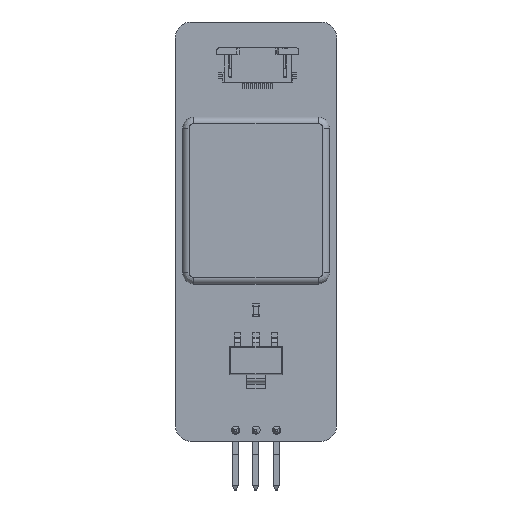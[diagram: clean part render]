
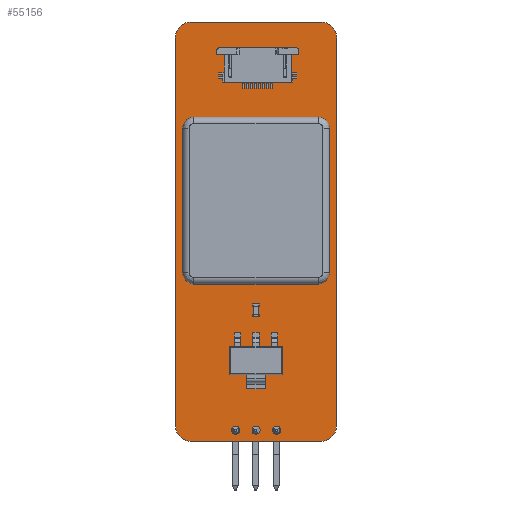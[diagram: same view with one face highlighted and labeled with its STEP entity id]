
A CAD part, top view. The second image highlights one B-rep face of the part: STEP entity #55156.
In plain terms, the highlighted planar face has unit normal (0, 0, 1).
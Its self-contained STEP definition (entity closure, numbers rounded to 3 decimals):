
#54974 = VERTEX_POINT('',#54975);
#54975 = CARTESIAN_POINT('',(158.,-48.,1.6));
#54981 = EDGE_CURVE('',#54974,#54982,#54984,.T.);
#54982 = VERTEX_POINT('',#54983);
#54983 = CARTESIAN_POINT('',(160.,-50.,1.6));
#54984 = CIRCLE('',#54985,2.);
#54985 = AXIS2_PLACEMENT_3D('',#54986,#54987,#54988);
#54986 = CARTESIAN_POINT('',(158.,-50.,1.6));
#54987 = DIRECTION('',(0.,0.,-1.));
#54988 = DIRECTION('',(0.,1.,0.));
#55016 = VERTEX_POINT('',#55017);
#55017 = CARTESIAN_POINT('',(142.,-48.,1.6));
#55023 = EDGE_CURVE('',#55016,#54974,#55024,.T.);
#55024 = LINE('',#55025,#55026);
#55025 = CARTESIAN_POINT('',(142.,-48.,1.6));
#55026 = VECTOR('',#55027,1.);
#55027 = DIRECTION('',(1.,0.,0.));
#55045 = EDGE_CURVE('',#54982,#55046,#55048,.T.);
#55046 = VERTEX_POINT('',#55047);
#55047 = CARTESIAN_POINT('',(160.,-98.,1.6));
#55048 = LINE('',#55049,#55050);
#55049 = CARTESIAN_POINT('',(160.,-50.,1.6));
#55050 = VECTOR('',#55051,1.);
#55051 = DIRECTION('',(0.,-1.,0.));
#55156 = ADVANCED_FACE('',(#55157,#55203,#55214,#55225),#55236,.T.);
#55157 = FACE_BOUND('',#55158,.T.);
#55158 = EDGE_LOOP('',(#55159,#55160,#55161,#55170,#55178,#55187,#55195,
    #55202));
#55159 = ORIENTED_EDGE('',*,*,#54981,.F.);
#55160 = ORIENTED_EDGE('',*,*,#55023,.F.);
#55161 = ORIENTED_EDGE('',*,*,#55162,.F.);
#55162 = EDGE_CURVE('',#55163,#55016,#55165,.T.);
#55163 = VERTEX_POINT('',#55164);
#55164 = CARTESIAN_POINT('',(140.,-50.,1.6));
#55165 = CIRCLE('',#55166,2.);
#55166 = AXIS2_PLACEMENT_3D('',#55167,#55168,#55169);
#55167 = CARTESIAN_POINT('',(142.,-50.,1.6));
#55168 = DIRECTION('',(0.,0.,-1.));
#55169 = DIRECTION('',(-1.,0.,-0.));
#55170 = ORIENTED_EDGE('',*,*,#55171,.F.);
#55171 = EDGE_CURVE('',#55172,#55163,#55174,.T.);
#55172 = VERTEX_POINT('',#55173);
#55173 = CARTESIAN_POINT('',(140.,-98.,1.6));
#55174 = LINE('',#55175,#55176);
#55175 = CARTESIAN_POINT('',(140.,-98.,1.6));
#55176 = VECTOR('',#55177,1.);
#55177 = DIRECTION('',(0.,1.,0.));
#55178 = ORIENTED_EDGE('',*,*,#55179,.F.);
#55179 = EDGE_CURVE('',#55180,#55172,#55182,.T.);
#55180 = VERTEX_POINT('',#55181);
#55181 = CARTESIAN_POINT('',(142.,-100.,1.6));
#55182 = CIRCLE('',#55183,2.);
#55183 = AXIS2_PLACEMENT_3D('',#55184,#55185,#55186);
#55184 = CARTESIAN_POINT('',(142.,-98.,1.6));
#55185 = DIRECTION('',(0.,0.,-1.));
#55186 = DIRECTION('',(0.,-1.,0.));
#55187 = ORIENTED_EDGE('',*,*,#55188,.F.);
#55188 = EDGE_CURVE('',#55189,#55180,#55191,.T.);
#55189 = VERTEX_POINT('',#55190);
#55190 = CARTESIAN_POINT('',(158.,-100.,1.6));
#55191 = LINE('',#55192,#55193);
#55192 = CARTESIAN_POINT('',(158.,-100.,1.6));
#55193 = VECTOR('',#55194,1.);
#55194 = DIRECTION('',(-1.,0.,0.));
#55195 = ORIENTED_EDGE('',*,*,#55196,.F.);
#55196 = EDGE_CURVE('',#55046,#55189,#55197,.T.);
#55197 = CIRCLE('',#55198,2.);
#55198 = AXIS2_PLACEMENT_3D('',#55199,#55200,#55201);
#55199 = CARTESIAN_POINT('',(158.,-98.,1.6));
#55200 = DIRECTION('',(0.,0.,-1.));
#55201 = DIRECTION('',(1.,0.,0.));
#55202 = ORIENTED_EDGE('',*,*,#55045,.F.);
#55203 = FACE_BOUND('',#55204,.T.);
#55204 = EDGE_LOOP('',(#55205));
#55205 = ORIENTED_EDGE('',*,*,#55206,.T.);
#55206 = EDGE_CURVE('',#55207,#55207,#55209,.T.);
#55207 = VERTEX_POINT('',#55208);
#55208 = CARTESIAN_POINT('',(147.475,-99.1,1.6));
#55209 = CIRCLE('',#55210,0.5);
#55210 = AXIS2_PLACEMENT_3D('',#55211,#55212,#55213);
#55211 = CARTESIAN_POINT('',(147.475,-98.6,1.6));
#55212 = DIRECTION('',(-0.,0.,-1.));
#55213 = DIRECTION('',(-0.,-1.,0.));
#55214 = FACE_BOUND('',#55215,.T.);
#55215 = EDGE_LOOP('',(#55216));
#55216 = ORIENTED_EDGE('',*,*,#55217,.T.);
#55217 = EDGE_CURVE('',#55218,#55218,#55220,.T.);
#55218 = VERTEX_POINT('',#55219);
#55219 = CARTESIAN_POINT('',(150.015,-99.1,1.6));
#55220 = CIRCLE('',#55221,0.5);
#55221 = AXIS2_PLACEMENT_3D('',#55222,#55223,#55224);
#55222 = CARTESIAN_POINT('',(150.015,-98.6,1.6));
#55223 = DIRECTION('',(-0.,0.,-1.));
#55224 = DIRECTION('',(-0.,-1.,0.));
#55225 = FACE_BOUND('',#55226,.T.);
#55226 = EDGE_LOOP('',(#55227));
#55227 = ORIENTED_EDGE('',*,*,#55228,.T.);
#55228 = EDGE_CURVE('',#55229,#55229,#55231,.T.);
#55229 = VERTEX_POINT('',#55230);
#55230 = CARTESIAN_POINT('',(152.555,-99.1,1.6));
#55231 = CIRCLE('',#55232,0.5);
#55232 = AXIS2_PLACEMENT_3D('',#55233,#55234,#55235);
#55233 = CARTESIAN_POINT('',(152.555,-98.6,1.6));
#55234 = DIRECTION('',(-0.,0.,-1.));
#55235 = DIRECTION('',(-0.,-1.,0.));
#55236 = PLANE('',#55237);
#55237 = AXIS2_PLACEMENT_3D('',#55238,#55239,#55240);
#55238 = CARTESIAN_POINT('',(0.,0.,1.6));
#55239 = DIRECTION('',(0.,0.,1.));
#55240 = DIRECTION('',(1.,0.,-0.));
